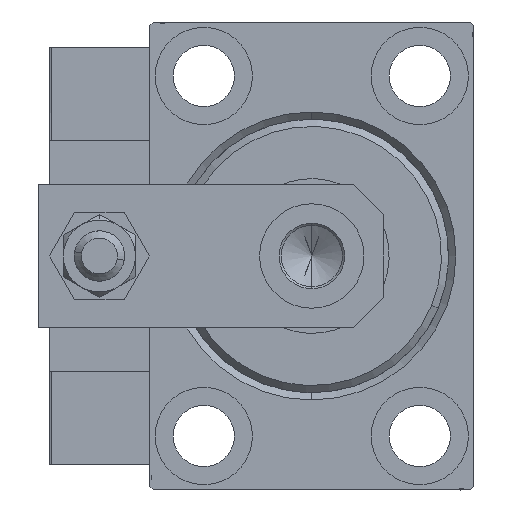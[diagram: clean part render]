
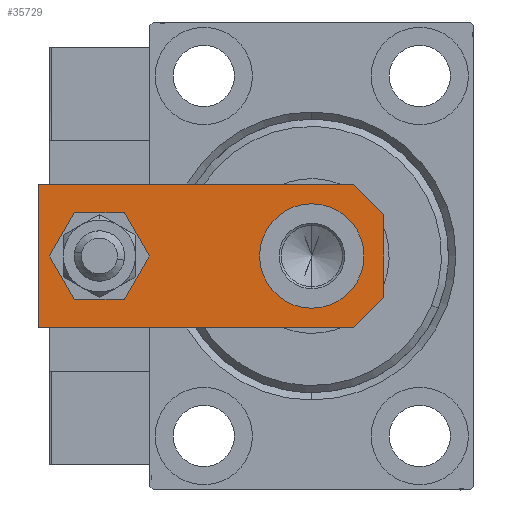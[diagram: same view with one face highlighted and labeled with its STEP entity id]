
A CAD part, left-side view. The second image highlights one B-rep face of the part: STEP entity #35729.
In plain terms, the highlighted face is planar.
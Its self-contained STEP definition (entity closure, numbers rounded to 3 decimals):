
#692 = CARTESIAN_POINT ( 'NONE',  ( -10., 0., 6. ) ) ;
#1455 = EDGE_CURVE ( 'NONE', #7947, #45449, #23966, .T. ) ;
#1871 = ORIENTED_EDGE ( 'NONE', *, *, #18870, .T. ) ;
#2138 = EDGE_CURVE ( 'NONE', #29214, #50459, #35453, .T. ) ;
#4232 = DIRECTION ( 'NONE',  ( 0.707, 0.707, 0. ) ) ;
#4379 = DIRECTION ( 'NONE',  ( 0., -1., 0. ) ) ;
#6141 = DIRECTION ( 'NONE',  ( 0., 0., 1. ) ) ;
#6263 = EDGE_CURVE ( 'NONE', #49748, #44999, #36020, .T. ) ;
#7285 = ORIENTED_EDGE ( 'NONE', *, *, #2138, .F. ) ;
#7799 = AXIS2_PLACEMENT_3D ( 'NONE', #49439, #6141, #40446 ) ;
#7947 = VERTEX_POINT ( 'NONE', #44379 ) ;
#9047 = ORIENTED_EDGE ( 'NONE', *, *, #47148, .T. ) ;
#9325 = CARTESIAN_POINT ( 'NONE',  ( -4., 39.5, 6. ) ) ;
#9381 = CARTESIAN_POINT ( 'NONE',  ( 10., 48., 6. ) ) ;
#11278 = VECTOR ( 'NONE', #18586, 1000. ) ;
#11725 = CARTESIAN_POINT ( 'NONE',  ( 0., 0., 6. ) ) ;
#11878 = DIRECTION ( 'NONE',  ( 0., 1., 0. ) ) ;
#12073 = CIRCLE ( 'NONE', #50806, 4. ) ;
#12183 = VERTEX_POINT ( 'NONE', #19095 ) ;
#12371 = CARTESIAN_POINT ( 'NONE',  ( 10., 0., 6. ) ) ;
#12892 = LINE ( 'NONE', #12371, #47719 ) ;
#12898 = ORIENTED_EDGE ( 'NONE', *, *, #34023, .T. ) ;
#15387 = EDGE_LOOP ( 'NONE', ( #44067, #49011 ) ) ;
#15830 = CARTESIAN_POINT ( 'NONE',  ( 2.88, -2.88, 6. ) ) ;
#16216 = CARTESIAN_POINT ( 'NONE',  ( -10., 48., 6. ) ) ;
#17143 = CARTESIAN_POINT ( 'NONE',  ( -10., 4.24, 6. ) ) ;
#17813 = LINE ( 'NONE', #33541, #11278 ) ;
#17860 = DIRECTION ( 'NONE',  ( 0., 0., 1. ) ) ;
#18508 = CIRCLE ( 'NONE', #7799, 7.25 ) ;
#18586 = DIRECTION ( 'NONE',  ( 0.707, -0.707, 0. ) ) ;
#18870 = EDGE_CURVE ( 'NONE', #38424, #12183, #12892, .T. ) ;
#19095 = CARTESIAN_POINT ( 'NONE',  ( 10., 48., 6. ) ) ;
#19772 = CIRCLE ( 'NONE', #25574, 4. ) ;
#20196 = CARTESIAN_POINT ( 'NONE',  ( 0., 10., 6. ) ) ;
#20399 = CARTESIAN_POINT ( 'NONE',  ( 5.76, 0., 6. ) ) ;
#20894 = EDGE_CURVE ( 'NONE', #43978, #31420, #19772, .T. ) ;
#20964 = ORIENTED_EDGE ( 'NONE', *, *, #1455, .T. ) ;
#23581 = DIRECTION ( 'NONE',  ( 1., 0., 0. ) ) ;
#23824 = FACE_OUTER_BOUND ( 'NONE', #47959, .T. ) ;
#23910 = EDGE_CURVE ( 'NONE', #12183, #7947, #44707, .T. ) ;
#23966 = LINE ( 'NONE', #16216, #25510 ) ;
#25510 = VECTOR ( 'NONE', #4379, 1000. ) ;
#25574 = AXIS2_PLACEMENT_3D ( 'NONE', #40579, #28707, #40306 ) ;
#25826 = VECTOR ( 'NONE', #4232, 1000. ) ;
#28103 = CARTESIAN_POINT ( 'NONE',  ( 7.25, 10., 6. ) ) ;
#28285 = DIRECTION ( 'NONE',  ( 1., 0., 0. ) ) ;
#28707 = DIRECTION ( 'NONE',  ( 0., 0., 1. ) ) ;
#28912 = CARTESIAN_POINT ( 'NONE',  ( 10., 4.24, 6. ) ) ;
#28977 = CARTESIAN_POINT ( 'NONE',  ( 0., 39.5, 6. ) ) ;
#29214 = VERTEX_POINT ( 'NONE', #39090 ) ;
#29920 = DIRECTION ( 'NONE',  ( 0., 0., 1. ) ) ;
#31049 = LINE ( 'NONE', #15830, #25826 ) ;
#31420 = VERTEX_POINT ( 'NONE', #44084 ) ;
#31923 = ORIENTED_EDGE ( 'NONE', *, *, #6263, .T. ) ;
#32982 = VECTOR ( 'NONE', #49314, 1000. ) ;
#33507 = EDGE_CURVE ( 'NONE', #50459, #29214, #18508, .T. ) ;
#33522 = EDGE_LOOP ( 'NONE', ( #7285, #41598 ) ) ;
#33541 = CARTESIAN_POINT ( 'NONE',  ( -2.88, -2.88, 6. ) ) ;
#33780 = DIRECTION ( 'NONE',  ( 1., 0., 0. ) ) ;
#34023 = EDGE_CURVE ( 'NONE', #44999, #38424, #31049, .T. ) ;
#35453 = CIRCLE ( 'NONE', #42870, 7.25 ) ;
#35492 = VECTOR ( 'NONE', #28285, 1000. ) ;
#35729 = ADVANCED_FACE ( 'NONE', ( #40325, #23824, #47802 ), #50914, .T. ) ;
#36020 = LINE ( 'NONE', #692, #35492 ) ;
#38424 = VERTEX_POINT ( 'NONE', #28912 ) ;
#39090 = CARTESIAN_POINT ( 'NONE',  ( -7.25, 10., 6. ) ) ;
#40306 = DIRECTION ( 'NONE',  ( 1., 0., 0. ) ) ;
#40325 = FACE_BOUND ( 'NONE', #15387, .T. ) ;
#40446 = DIRECTION ( 'NONE',  ( 1., 0., 0. ) ) ;
#40579 = CARTESIAN_POINT ( 'NONE',  ( 0., 39.5, 6. ) ) ;
#40881 = ORIENTED_EDGE ( 'NONE', *, *, #23910, .T. ) ;
#41598 = ORIENTED_EDGE ( 'NONE', *, *, #33507, .F. ) ;
#42870 = AXIS2_PLACEMENT_3D ( 'NONE', #20196, #29920, #33780 ) ;
#43199 = DIRECTION ( 'NONE',  ( 0., 0., 1. ) ) ;
#43710 = EDGE_CURVE ( 'NONE', #31420, #43978, #12073, .T. ) ;
#43723 = CARTESIAN_POINT ( 'NONE',  ( -5.76, 0., 6. ) ) ;
#43978 = VERTEX_POINT ( 'NONE', #9325 ) ;
#44067 = ORIENTED_EDGE ( 'NONE', *, *, #20894, .F. ) ;
#44084 = CARTESIAN_POINT ( 'NONE',  ( 4., 39.5, 6. ) ) ;
#44379 = CARTESIAN_POINT ( 'NONE',  ( -10., 48., 6. ) ) ;
#44707 = LINE ( 'NONE', #9381, #32982 ) ;
#44999 = VERTEX_POINT ( 'NONE', #20399 ) ;
#45196 = DIRECTION ( 'NONE',  ( 1., 0., 0. ) ) ;
#45449 = VERTEX_POINT ( 'NONE', #17143 ) ;
#47148 = EDGE_CURVE ( 'NONE', #45449, #49748, #17813, .T. ) ;
#47719 = VECTOR ( 'NONE', #11878, 1000. ) ;
#47802 = FACE_BOUND ( 'NONE', #33522, .T. ) ;
#47959 = EDGE_LOOP ( 'NONE', ( #20964, #9047, #31923, #12898, #1871, #40881 ) ) ;
#49011 = ORIENTED_EDGE ( 'NONE', *, *, #43710, .F. ) ;
#49314 = DIRECTION ( 'NONE',  ( -1., 0., 0. ) ) ;
#49439 = CARTESIAN_POINT ( 'NONE',  ( 0., 10., 6. ) ) ;
#49748 = VERTEX_POINT ( 'NONE', #43723 ) ;
#50459 = VERTEX_POINT ( 'NONE', #28103 ) ;
#50562 = AXIS2_PLACEMENT_3D ( 'NONE', #11725, #43199, #23581 ) ;
#50806 = AXIS2_PLACEMENT_3D ( 'NONE', #28977, #17860, #45196 ) ;
#50914 = PLANE ( 'NONE',  #50562 ) ;
